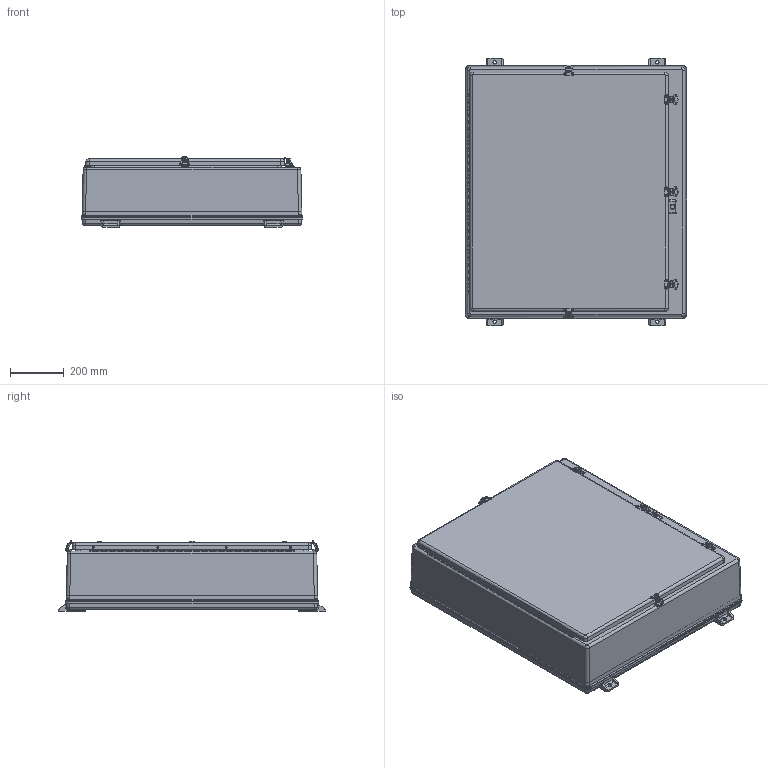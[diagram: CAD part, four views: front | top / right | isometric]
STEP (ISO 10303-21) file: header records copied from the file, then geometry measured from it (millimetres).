
FILE_DESCRIPTION (( 'STEP AP214' ), '1' );
FILE_NAME ('T36308HWT.STEP', '2018-11-08T00:16:40', ( '' ), ( '' ), 'SwSTEP 2.0', 'SolidWorks 2018', '' );
FILE_SCHEMA (( 'AUTOMOTIVE_DESIGN' ));
Length unit declared in the file: inch
Products named in the file (1): T36308HWT
Bounding box: 825.5 x 998.54 x 263.28 mm (x, y, z)
Volume: 13488549 mm3; surface area: 5332439 mm2
Topology: 63 solids, 63 shells, 1821 faces, 4485 edges, 2760 vertices
Faces by surface type: cylinder 728, plane 701, bspline 308, torus 44, cone 40
Full cylindrical faces by diameter (mm): 1.587 x16, 1.588 x4, 1.651 x8, 3.175 x61, 3.302 x54, 3.429 x10, 3.5 x10, 3.556 x20, 3.969 x10, 4.762 x6, 4.763 x4, 5.08 x10, 5.105 x1, 5.11 x1, 6.35 x1, 7.544 x8, 8.64 x2, 10.312 x1, 11 x2, 12.954 x2, 12.959 x2, 14.3 x4
Entity records: 90772 total; most frequent: CARTESIAN_POINT 25940, ORIENTED_EDGE 8112, DIRECTION 7971, EDGE_CURVE 4056, AXIS2_PLACEMENT_3D 2980, VERTEX_POINT 2707, EDGE_LOOP 2535, FACE_OUTER_BOUND 2123
